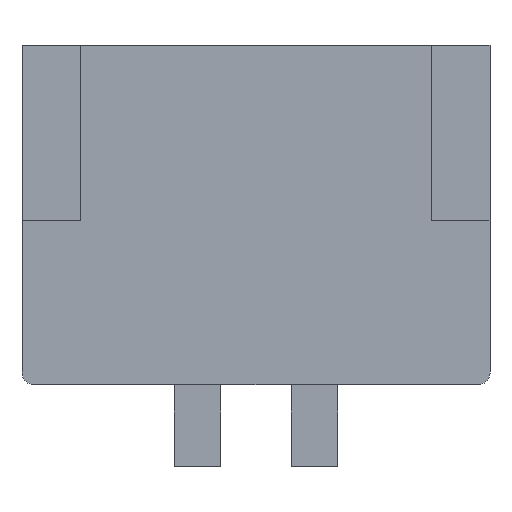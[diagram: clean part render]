
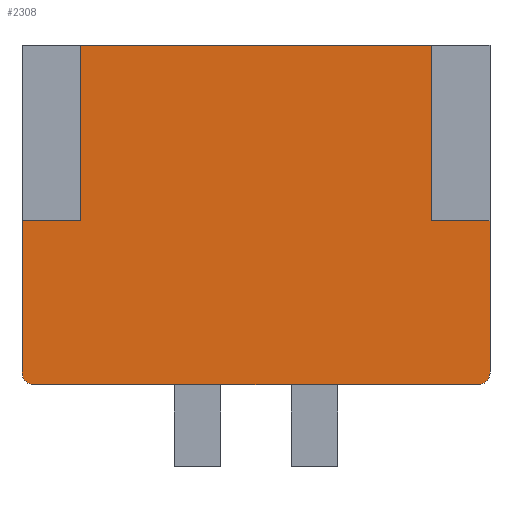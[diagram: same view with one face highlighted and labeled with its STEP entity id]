
A CAD part, front view. The second image highlights one B-rep face of the part: STEP entity #2308.
In plain terms, the highlighted planar face has unit normal (0, -1, 0).
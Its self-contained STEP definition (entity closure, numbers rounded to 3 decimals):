
#13 = EDGE_CURVE ( 'NONE', #1862, #1022, #2347, .T. ) ;
#14 = CARTESIAN_POINT ( 'NONE',  ( 1.9, 0., -1.45 ) ) ;
#21 = CARTESIAN_POINT ( 'NONE',  ( -2., 0., 1.45 ) ) ;
#62 = VERTEX_POINT ( 'NONE', #2449 ) ;
#75 = VECTOR ( 'NONE', #2085, 1000. ) ;
#101 = VERTEX_POINT ( 'NONE', #1170 ) ;
#210 = CARTESIAN_POINT ( 'NONE',  ( -1.5, 0., 0. ) ) ;
#211 = DIRECTION ( 'NONE',  ( 0., 0., -1. ) ) ;
#231 = LINE ( 'NONE', #805, #75 ) ;
#268 = VERTEX_POINT ( 'NONE', #531 ) ;
#331 = EDGE_CURVE ( 'NONE', #101, #2570, #231, .T. ) ;
#483 = CARTESIAN_POINT ( 'NONE',  ( -2., 0., -1.45 ) ) ;
#484 = EDGE_CURVE ( 'NONE', #2377, #1028, #2109, .T. ) ;
#531 = CARTESIAN_POINT ( 'NONE',  ( 2., 0., -1.35 ) ) ;
#552 = VECTOR ( 'NONE', #1048, 1000. ) ;
#556 = DIRECTION ( 'NONE',  ( 0., 0., 1. ) ) ;
#605 = CARTESIAN_POINT ( 'NONE',  ( 0., 0., 0. ) ) ;
#621 = DIRECTION ( 'NONE',  ( 1., 0., 0. ) ) ;
#623 = DIRECTION ( 'NONE',  ( 0., 0., -1. ) ) ;
#685 = EDGE_CURVE ( 'NONE', #2377, #268, #2506, .T. ) ;
#700 = ORIENTED_EDGE ( 'NONE', *, *, #685, .F. ) ;
#767 = DIRECTION ( 'NONE',  ( 0., 0., -1. ) ) ;
#792 = VECTOR ( 'NONE', #621, 1000. ) ;
#795 = ORIENTED_EDGE ( 'NONE', *, *, #981, .T. ) ;
#804 = CARTESIAN_POINT ( 'NONE',  ( -2., 0., 1.45 ) ) ;
#805 = CARTESIAN_POINT ( 'NONE',  ( 0., 0., -0.05 ) ) ;
#817 = VECTOR ( 'NONE', #211, 1000. ) ;
#939 = VERTEX_POINT ( 'NONE', #1627 ) ;
#981 = EDGE_CURVE ( 'NONE', #101, #2445, #2681, .T. ) ;
#1022 = VERTEX_POINT ( 'NONE', #14 ) ;
#1024 = VECTOR ( 'NONE', #556, 1000. ) ;
#1028 = VERTEX_POINT ( 'NONE', #1462 ) ;
#1031 = LINE ( 'NONE', #21, #792 ) ;
#1035 = CIRCLE ( 'NONE', #2076, 0.1 ) ;
#1048 = DIRECTION ( 'NONE',  ( 0., 0., 1. ) ) ;
#1114 = ORIENTED_EDGE ( 'NONE', *, *, #1476, .T. ) ;
#1160 = DIRECTION ( 'NONE',  ( 0., -1., 0. ) ) ;
#1169 = CARTESIAN_POINT ( 'NONE',  ( -1.5, 0., -0.05 ) ) ;
#1170 = CARTESIAN_POINT ( 'NONE',  ( -2., 0., -0.05 ) ) ;
#1247 = DIRECTION ( 'NONE',  ( 0., 0., -1. ) ) ;
#1304 = EDGE_CURVE ( 'NONE', #1022, #268, #1981, .T. ) ;
#1313 = DIRECTION ( 'NONE',  ( 1., 0., 0. ) ) ;
#1462 = CARTESIAN_POINT ( 'NONE',  ( 1.5, 0., -0.05 ) ) ;
#1476 = EDGE_CURVE ( 'NONE', #1028, #62, #1796, .T. ) ;
#1498 = EDGE_CURVE ( 'NONE', #2445, #1862, #1035, .T. ) ;
#1618 = ORIENTED_EDGE ( 'NONE', *, *, #484, .T. ) ;
#1627 = CARTESIAN_POINT ( 'NONE',  ( -1.5, 0., 1.45 ) ) ;
#1689 = VECTOR ( 'NONE', #2581, 1000. ) ;
#1791 = AXIS2_PLACEMENT_3D ( 'NONE', #605, #1854, #1885 ) ;
#1796 = LINE ( 'NONE', #2630, #1024 ) ;
#1854 = DIRECTION ( 'NONE',  ( 0., -1., 0. ) ) ;
#1862 = VERTEX_POINT ( 'NONE', #2090 ) ;
#1880 = EDGE_LOOP ( 'NONE', ( #700, #1618, #1114, #2127, #2488, #1976, #795, #2297, #2077, #1933 ) ) ;
#1885 = DIRECTION ( 'NONE',  ( 0., 0., -1. ) ) ;
#1906 = AXIS2_PLACEMENT_3D ( 'NONE', #2419, #1160, #767 ) ;
#1933 = ORIENTED_EDGE ( 'NONE', *, *, #1304, .T. ) ;
#1940 = VECTOR ( 'NONE', #1247, 1000. ) ;
#1956 = CARTESIAN_POINT ( 'NONE',  ( -2., 0., -1.35 ) ) ;
#1976 = ORIENTED_EDGE ( 'NONE', *, *, #331, .F. ) ;
#1981 = CIRCLE ( 'NONE', #1906, 0.1 ) ;
#2041 = CARTESIAN_POINT ( 'NONE',  ( 2., 0., -0.05 ) ) ;
#2062 = EDGE_CURVE ( 'NONE', #2570, #939, #2679, .T. ) ;
#2066 = CARTESIAN_POINT ( 'NONE',  ( 2., 0., 1.45 ) ) ;
#2075 = VECTOR ( 'NONE', #1313, 1000. ) ;
#2076 = AXIS2_PLACEMENT_3D ( 'NONE', #2678, #2093, #623 ) ;
#2077 = ORIENTED_EDGE ( 'NONE', *, *, #13, .T. ) ;
#2085 = DIRECTION ( 'NONE',  ( 1., 0., 0. ) ) ;
#2090 = CARTESIAN_POINT ( 'NONE',  ( -1.9, 0., -1.45 ) ) ;
#2093 = DIRECTION ( 'NONE',  ( 0., -1., 0. ) ) ;
#2109 = LINE ( 'NONE', #2332, #1689 ) ;
#2127 = ORIENTED_EDGE ( 'NONE', *, *, #2319, .F. ) ;
#2297 = ORIENTED_EDGE ( 'NONE', *, *, #1498, .T. ) ;
#2308 = ADVANCED_FACE ( 'NONE', ( #2406 ), #2393, .T. ) ;
#2319 = EDGE_CURVE ( 'NONE', #939, #62, #1031, .T. ) ;
#2332 = CARTESIAN_POINT ( 'NONE',  ( 0., 0., -0.05 ) ) ;
#2347 = LINE ( 'NONE', #483, #2075 ) ;
#2377 = VERTEX_POINT ( 'NONE', #2041 ) ;
#2393 = PLANE ( 'NONE',  #1791 ) ;
#2406 = FACE_OUTER_BOUND ( 'NONE', #1880, .T. ) ;
#2419 = CARTESIAN_POINT ( 'NONE',  ( 1.9, 0., -1.35 ) ) ;
#2445 = VERTEX_POINT ( 'NONE', #1956 ) ;
#2449 = CARTESIAN_POINT ( 'NONE',  ( 1.5, 0., 1.45 ) ) ;
#2488 = ORIENTED_EDGE ( 'NONE', *, *, #2062, .F. ) ;
#2506 = LINE ( 'NONE', #2066, #817 ) ;
#2570 = VERTEX_POINT ( 'NONE', #1169 ) ;
#2581 = DIRECTION ( 'NONE',  ( -1., 0., 0. ) ) ;
#2630 = CARTESIAN_POINT ( 'NONE',  ( 1.5, 0., 0. ) ) ;
#2678 = CARTESIAN_POINT ( 'NONE',  ( -1.9, 0., -1.35 ) ) ;
#2679 = LINE ( 'NONE', #210, #552 ) ;
#2681 = LINE ( 'NONE', #804, #1940 ) ;
